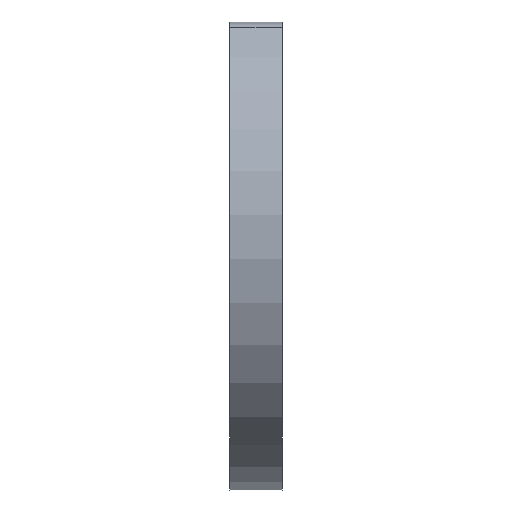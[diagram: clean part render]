
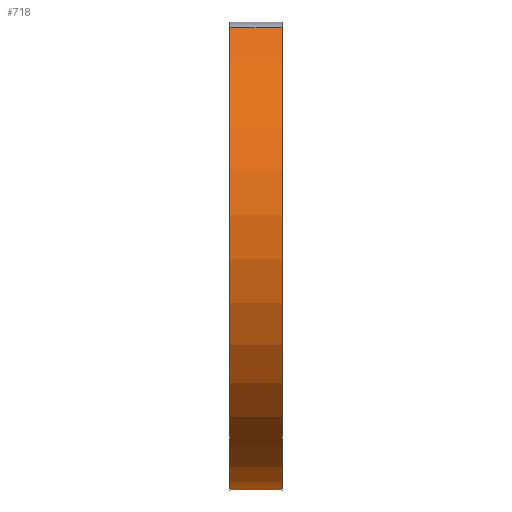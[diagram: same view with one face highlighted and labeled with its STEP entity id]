
A CAD part, front view. The second image highlights one B-rep face of the part: STEP entity #718.
In plain terms, the highlighted cylindrical face has radius 1.45 mm (diameter 2.9 mm), a partial arc.
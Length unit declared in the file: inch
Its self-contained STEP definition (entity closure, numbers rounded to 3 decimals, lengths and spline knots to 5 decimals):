
#34 = ORIENTED_EDGE ( 'NONE', *, *, #716, .T. ) ;
#38 = CARTESIAN_POINT ( 'NONE',  ( -0.00591, -0.03317, 0.04646 ) ) ;
#40 = ORIENTED_EDGE ( 'NONE', *, *, #420, .T. ) ;
#73 = VERTEX_POINT ( 'NONE', #92 ) ;
#80 = ORIENTED_EDGE ( 'NONE', *, *, #651, .F. ) ;
#90 = DIRECTION ( 'NONE',  ( 1., 0., 0. ) ) ;
#92 = CARTESIAN_POINT ( 'NONE',  ( 0.00591, -0.03317, 0.04646 ) ) ;
#100 = DIRECTION ( 'NONE',  ( 0., 0., -1. ) ) ;
#104 = DIRECTION ( 'NONE',  ( -1., 0., 0. ) ) ;
#117 = DIRECTION ( 'NONE',  ( -1., 0., 0. ) ) ;
#129 = DIRECTION ( 'NONE',  ( 0., 0., 1. ) ) ;
#138 = EDGE_CURVE ( 'NONE', #406, #757, #310, .T. ) ;
#152 = CARTESIAN_POINT ( 'NONE',  ( 0.00591, 0.03317, 0.04646 ) ) ;
#159 = FACE_OUTER_BOUND ( 'NONE', #225, .T. ) ;
#204 = VERTEX_POINT ( 'NONE', #38 ) ;
#225 = EDGE_LOOP ( 'NONE', ( #80, #34, #40, #270 ) ) ;
#237 = CIRCLE ( 'NONE', #498, 0.05709 ) ;
#270 = ORIENTED_EDGE ( 'NONE', *, *, #138, .T. ) ;
#282 = AXIS2_PLACEMENT_3D ( 'NONE', #690, #104, #129 ) ;
#310 = LINE ( 'NONE', #152, #375 ) ;
#326 = LINE ( 'NONE', #536, #426 ) ;
#357 = CARTESIAN_POINT ( 'NONE',  ( 0.00591, 0., 0. ) ) ;
#359 = CARTESIAN_POINT ( 'NONE',  ( 0.00591, 0.03317, 0.04646 ) ) ;
#368 = CARTESIAN_POINT ( 'NONE',  ( -0.00591, 0.03317, 0.04646 ) ) ;
#375 = VECTOR ( 'NONE', #90, 39.37008 ) ;
#376 = DIRECTION ( 'NONE',  ( 1., 0., 0. ) ) ;
#378 = DIRECTION ( 'NONE',  ( 0., 0., -1. ) ) ;
#385 = CYLINDRICAL_SURFACE ( 'NONE', #282, 0.05709 ) ;
#406 = VERTEX_POINT ( 'NONE', #368 ) ;
#420 = EDGE_CURVE ( 'NONE', #204, #406, #741, .T. ) ;
#426 = VECTOR ( 'NONE', #117, 39.37008 ) ;
#498 = AXIS2_PLACEMENT_3D ( 'NONE', #357, #702, #100 ) ;
#536 = CARTESIAN_POINT ( 'NONE',  ( 0.00591, -0.03317, 0.04646 ) ) ;
#651 = EDGE_CURVE ( 'NONE', #73, #757, #237, .T. ) ;
#684 = AXIS2_PLACEMENT_3D ( 'NONE', #726, #376, #378 ) ;
#690 = CARTESIAN_POINT ( 'NONE',  ( 0.00591, 0., 0. ) ) ;
#702 = DIRECTION ( 'NONE',  ( 1., 0., 0. ) ) ;
#716 = EDGE_CURVE ( 'NONE', #73, #204, #326, .T. ) ;
#718 = ADVANCED_FACE ( 'NONE', ( #159 ), #385, .T. ) ;
#726 = CARTESIAN_POINT ( 'NONE',  ( -0.00591, 0., 0. ) ) ;
#741 = CIRCLE ( 'NONE', #684, 0.05709 ) ;
#757 = VERTEX_POINT ( 'NONE', #359 ) ;
